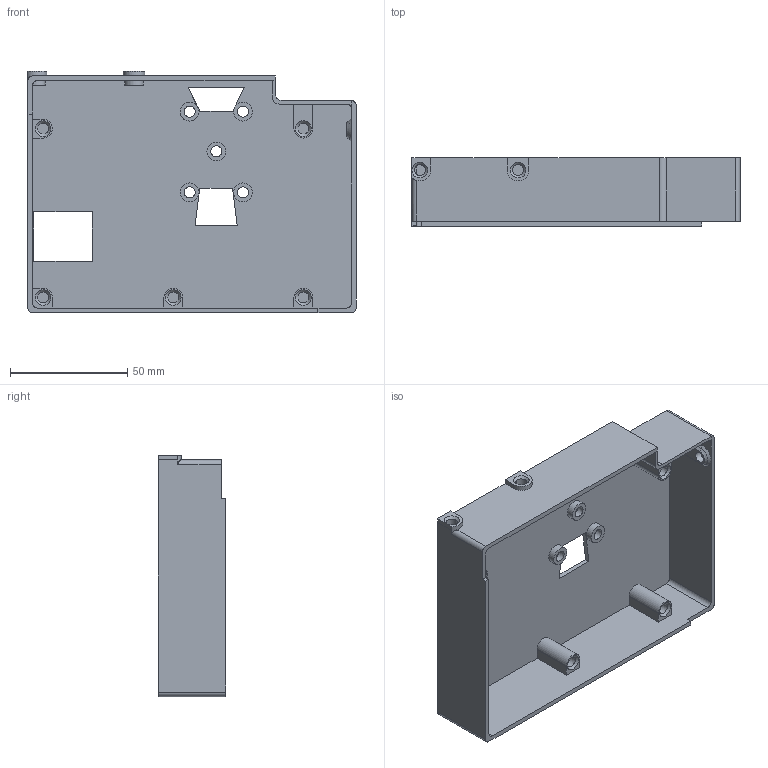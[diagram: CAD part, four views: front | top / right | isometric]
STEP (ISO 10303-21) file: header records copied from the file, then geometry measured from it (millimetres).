
FILE_DESCRIPTION(('FreeCAD Model'),'2;1');
FILE_NAME('touchscreen_case.step','2019-07-16T07:22:22',( 'Author'),(''),'Open CASCADE STEP processor 6.9','FreeCAD','Unknown' );
FILE_SCHEMA(('AUTOMOTIVE_DESIGN { 1 0 10303 214 1 1 1 1 }'));
Length unit declared in the file: millimetre
Products named in the file (1): Chamfer001
Bounding box: 140 x 29 x 103 mm (x, y, z)
Volume: 54971.6 mm3; surface area: 54615.8 mm2
Topology: 1 solids, 1 shells, 140 faces, 353 edges, 224 vertices
Faces by surface type: plane 76, cylinder 45, cone 18, bspline 1
Full cylindrical faces by diameter (mm): 4.7 x19, 8 x5
Entity records: 9518 total; most frequent: CARTESIAN_POINT 2422, DIRECTION 1309, LINE 755, VECTOR 755, ORIENTED_EDGE 706, PCURVE 706, DEFINITIONAL_REPRESENTATION 706, EDGE_CURVE 353
